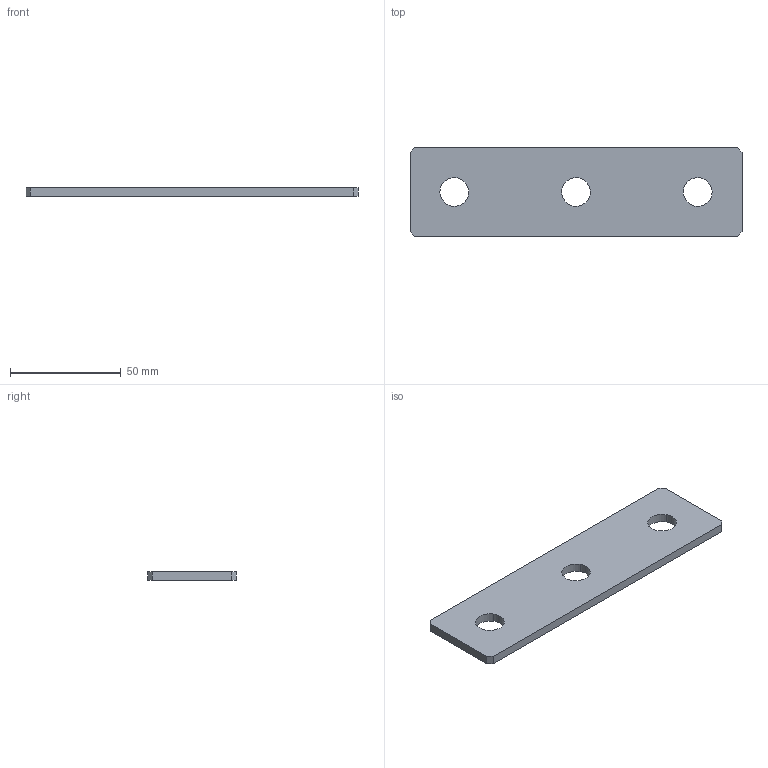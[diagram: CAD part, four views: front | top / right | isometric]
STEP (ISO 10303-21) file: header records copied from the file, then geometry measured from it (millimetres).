
FILE_DESCRIPTION(('CATIA V5 STEP Exchange','CAx-IF Rec.Pracs.--- Model Styling and Organization---1.4--- 2014-01-23'),'2;1');
FILE_NAME ('D1448108_0_1065700000_1065700000.stp','2020-01-27T12:41:47+00:00',('none'),('Weidmueller'),'CATIA Version 5-6 Release 2016 SP3 HF44','CATIA V5 STEP AP214','none');
FILE_SCHEMA(('AUTOMOTIVE_DESIGN { 1 0 10303 214 1 1 1 1 }'));
Length unit declared in the file: millimetre
Products named in the file (1): 1065700000_WQL_3_WFF185
Bounding box: 150 x 40 x 4 mm (x, y, z)
Volume: 22375.2 mm3; surface area: 13178.9 mm2
Topology: 1 solids, 1 shells, 16 faces, 42 edges, 28 vertices
Faces by surface type: plane 10, cylinder 6
Entity records: 505 total; most frequent: CARTESIAN_POINT 84, ORIENTED_EDGE 84, DIRECTION 68, EDGE_CURVE 42, VECTOR 30, LINE 30, VERTEX_POINT 28, AXIS2_PLACEMENT_3D 26
